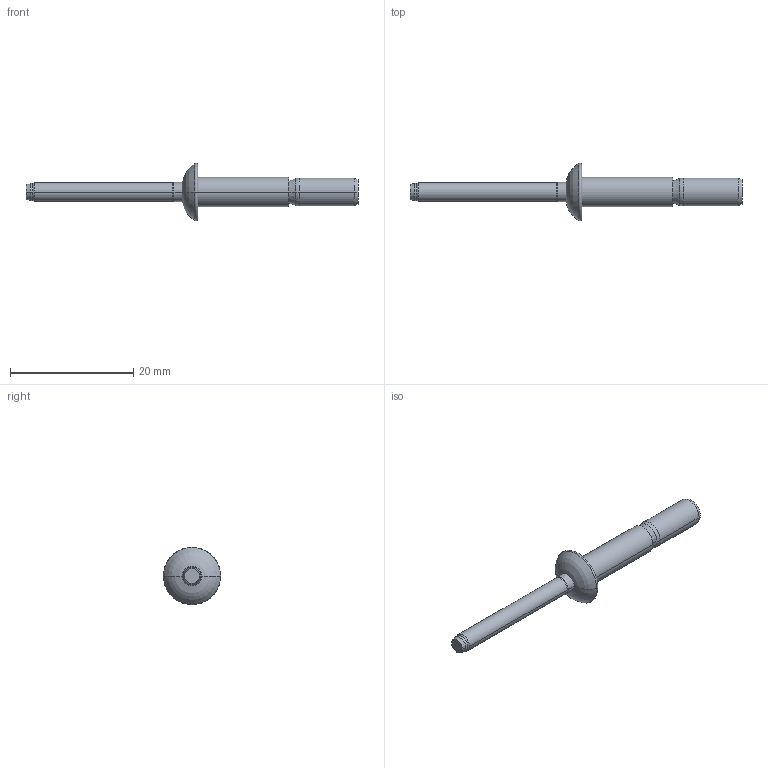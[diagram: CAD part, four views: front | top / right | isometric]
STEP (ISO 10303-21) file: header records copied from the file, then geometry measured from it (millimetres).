
FILE_DESCRIPTION (( 'STEP AP203' ), '1' );
FILE_NAME ('MGLP-U6-E.STEP', '2022-08-05T14:41:13', ( '' ), ( '' ), 'SwSTEP 2.0', 'SolidWorks 2020', '' );
FILE_SCHEMA (( 'CONFIG_CONTROL_DESIGN' ));
Length unit declared in the file: inch
Products named in the file (1): MGLP-U6-E
Bounding box: 53.98 x 9.35 x 9.35 mm (x, y, z)
Volume: 742.2 mm3; surface area: 793 mm2
Topology: 1 solids, 1 shells, 32 faces, 62 edges, 34 vertices
Faces by surface type: cylinder 10, cone 10, torus 8, plane 4
Entity records: 891 total; most frequent: DIRECTION 170, CARTESIAN_POINT 129, ORIENTED_EDGE 124, AXIS2_PLACEMENT_3D 75, EDGE_CURVE 62, CIRCLE 42, VERTEX_POINT 34, EDGE_LOOP 34
